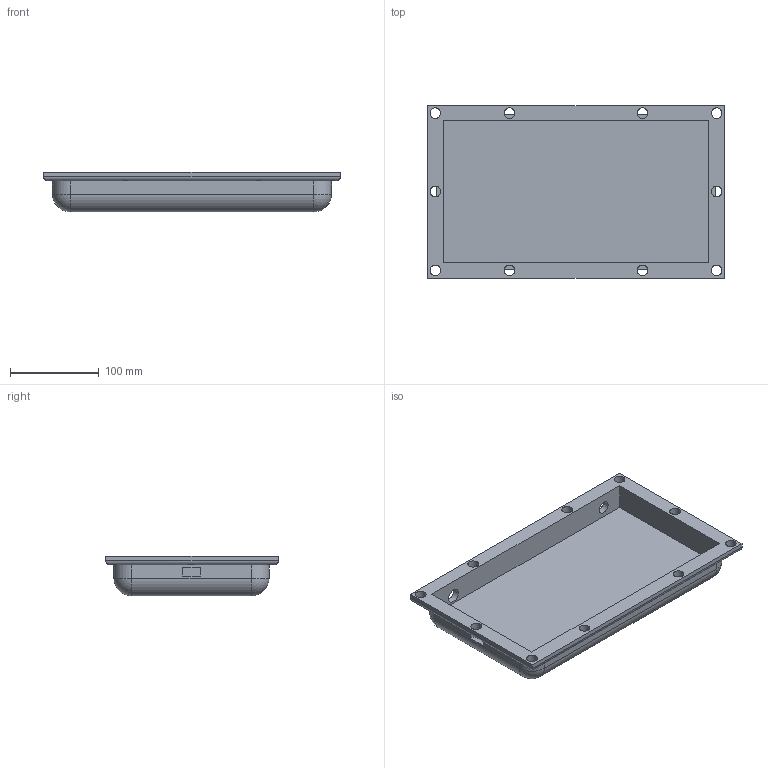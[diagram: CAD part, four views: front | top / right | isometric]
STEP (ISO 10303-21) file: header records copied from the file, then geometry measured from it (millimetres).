
FILE_DESCRIPTION(/* description */ (''),/* implementation_level */ '2;1');
FILE_NAME(/* name */ 'Housing v1.step',/* time_stamp */ '2025-07-30T07:41:45+12:00',/* author */ (''),/* organization */ (''),/* preprocessor_version */ 'ST-DEVELOPER v20.1',/* originating_system */ 'Autodesk Translation Framework v14.10.0.0',/* authorisation */ '');
FILE_SCHEMA (('AUTOMOTIVE_DESIGN { 1 0 10303 214 3 1 1 }'));
Length unit declared in the file: millimetre
Products named in the file (1): Housing
Bounding box: 335 x 195 x 45 mm (x, y, z)
Volume: 1030754.4 mm3; surface area: 193369.6 mm2
Topology: 1 solids, 1 shells, 59 faces, 173 edges, 106 vertices
Faces by surface type: plane 31, cylinder 24, sphere 4
Full cylindrical faces by diameter (mm): 12 x10, 14 x1, 16 x1
Entity records: 2167 total; most frequent: CARTESIAN_POINT 510, ORIENTED_EDGE 346, DIRECTION 339, EDGE_CURVE 173, AXIS2_PLACEMENT_3D 124, VERTEX_POINT 106, LINE 91, VECTOR 91
